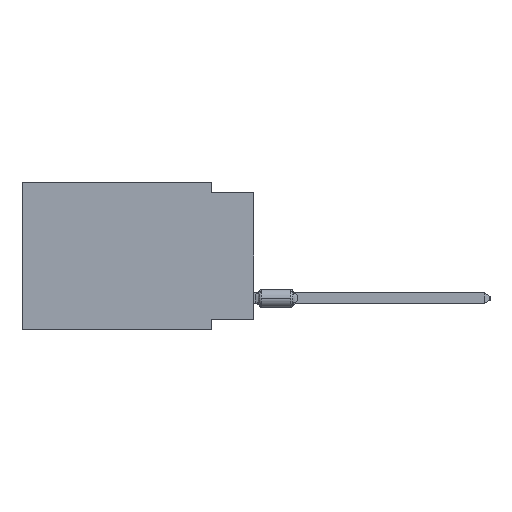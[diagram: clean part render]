
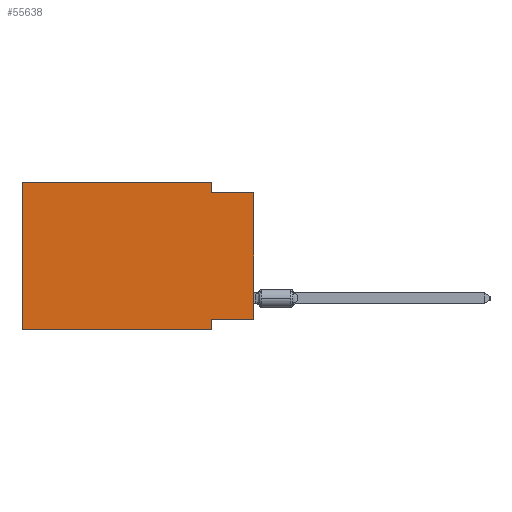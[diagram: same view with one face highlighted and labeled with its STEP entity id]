
A CAD part, left-side view. The second image highlights one B-rep face of the part: STEP entity #55638.
In plain terms, the highlighted planar face has unit normal (-1, 0, 0).
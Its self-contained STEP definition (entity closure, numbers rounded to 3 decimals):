
#1145 = ORIENTED_EDGE ( 'NONE', *, *, #29802, .F. ) ;
#2204 = FACE_OUTER_BOUND ( 'NONE', #4380, .T. ) ;
#2635 = ORIENTED_EDGE ( 'NONE', *, *, #24016, .F. ) ;
#3843 = LINE ( 'NONE', #80754, #11311 ) ;
#4380 = EDGE_LOOP ( 'NONE', ( #72193, #34181, #1145, #32575, #67261, #44245, #2635, #66818 ) ) ;
#6174 = VERTEX_POINT ( 'NONE', #21076 ) ;
#6473 = CARTESIAN_POINT ( 'NONE',  ( 0., 13.97, 0. ) ) ;
#9879 = EDGE_CURVE ( 'NONE', #29767, #75202, #17884, .T. ) ;
#11311 = VECTOR ( 'NONE', #29478, 1000. ) ;
#12608 = VECTOR ( 'NONE', #57621, 1000. ) ;
#14004 = VERTEX_POINT ( 'NONE', #49513 ) ;
#14075 = EDGE_CURVE ( 'NONE', #25301, #15334, #33257, .T. ) ;
#15334 = VERTEX_POINT ( 'NONE', #35624 ) ;
#17126 = CARTESIAN_POINT ( 'NONE',  ( 0., 2.54, -8.89 ) ) ;
#17884 = LINE ( 'NONE', #48649, #41367 ) ;
#18148 = VERTEX_POINT ( 'NONE', #34233 ) ;
#19604 = CARTESIAN_POINT ( 'NONE',  ( 0., 0., -8.255 ) ) ;
#20900 = CARTESIAN_POINT ( 'NONE',  ( 0., 13.97, 0. ) ) ;
#21011 = PLANE ( 'NONE',  #32910 ) ;
#21076 = CARTESIAN_POINT ( 'NONE',  ( 0., 2.54, 0. ) ) ;
#21381 = EDGE_CURVE ( 'NONE', #14004, #6174, #53360, .T. ) ;
#21854 = DIRECTION ( 'NONE',  ( 1., 0., 0. ) ) ;
#22273 = CARTESIAN_POINT ( 'NONE',  ( 0., 13.97, 0. ) ) ;
#24016 = EDGE_CURVE ( 'NONE', #15334, #75202, #81629, .T. ) ;
#25301 = VERTEX_POINT ( 'NONE', #27559 ) ;
#25950 = VECTOR ( 'NONE', #43157, 1000. ) ;
#27559 = CARTESIAN_POINT ( 'NONE',  ( 0., 0., -8.255 ) ) ;
#28874 = LINE ( 'NONE', #68142, #36714 ) ;
#29478 = DIRECTION ( 'NONE',  ( 0., -1., 0. ) ) ;
#29767 = VERTEX_POINT ( 'NONE', #33162 ) ;
#29802 = EDGE_CURVE ( 'NONE', #6174, #18148, #28874, .T. ) ;
#30050 = DIRECTION ( 'NONE',  ( 0., 0., 1. ) ) ;
#30469 = CARTESIAN_POINT ( 'NONE',  ( 0., 0., 0. ) ) ;
#32404 = VECTOR ( 'NONE', #46927, 1000. ) ;
#32575 = ORIENTED_EDGE ( 'NONE', *, *, #21381, .F. ) ;
#32910 = AXIS2_PLACEMENT_3D ( 'NONE', #22273, #21854, #66277 ) ;
#33162 = CARTESIAN_POINT ( 'NONE',  ( 0., 13.97, -8.89 ) ) ;
#33257 = LINE ( 'NONE', #19604, #12608 ) ;
#34181 = ORIENTED_EDGE ( 'NONE', *, *, #59840, .F. ) ;
#34233 = CARTESIAN_POINT ( 'NONE',  ( 0., 2.54, -0.635 ) ) ;
#35624 = CARTESIAN_POINT ( 'NONE',  ( 0., 2.54, -8.255 ) ) ;
#36714 = VECTOR ( 'NONE', #41658, 1000. ) ;
#40581 = VECTOR ( 'NONE', #30050, 1000. ) ;
#41367 = VECTOR ( 'NONE', #81118, 1000. ) ;
#41658 = DIRECTION ( 'NONE',  ( 0., 0., -1. ) ) ;
#43157 = DIRECTION ( 'NONE',  ( 0., 0., -1. ) ) ;
#44245 = ORIENTED_EDGE ( 'NONE', *, *, #9879, .T. ) ;
#44893 = CARTESIAN_POINT ( 'NONE',  ( 0., 0., -0.635 ) ) ;
#46927 = DIRECTION ( 'NONE',  ( 0., -1., 0. ) ) ;
#48649 = CARTESIAN_POINT ( 'NONE',  ( 0., 13.97, -8.89 ) ) ;
#49513 = CARTESIAN_POINT ( 'NONE',  ( 0., 13.97, 0. ) ) ;
#49607 = EDGE_CURVE ( 'NONE', #29767, #14004, #71814, .T. ) ;
#53360 = LINE ( 'NONE', #20900, #32404 ) ;
#55638 = ADVANCED_FACE ( 'NONE', ( #2204 ), #21011, .F. ) ;
#57621 = DIRECTION ( 'NONE',  ( 0., 1., 0. ) ) ;
#59840 = EDGE_CURVE ( 'NONE', #18148, #64863, #3843, .T. ) ;
#60967 = CARTESIAN_POINT ( 'NONE',  ( 0., 2.54, -8.89 ) ) ;
#64863 = VERTEX_POINT ( 'NONE', #44893 ) ;
#66277 = DIRECTION ( 'NONE',  ( 0., 0., -1. ) ) ;
#66818 = ORIENTED_EDGE ( 'NONE', *, *, #14075, .F. ) ;
#67261 = ORIENTED_EDGE ( 'NONE', *, *, #49607, .F. ) ;
#68142 = CARTESIAN_POINT ( 'NONE',  ( 0., 2.54, 0. ) ) ;
#69092 = VECTOR ( 'NONE', #73101, 1000. ) ;
#70173 = LINE ( 'NONE', #30469, #40581 ) ;
#71814 = LINE ( 'NONE', #6473, #69092 ) ;
#72193 = ORIENTED_EDGE ( 'NONE', *, *, #82376, .T. ) ;
#73101 = DIRECTION ( 'NONE',  ( 0., 0., 1. ) ) ;
#75202 = VERTEX_POINT ( 'NONE', #60967 ) ;
#80754 = CARTESIAN_POINT ( 'NONE',  ( 0., 0., -0.635 ) ) ;
#81118 = DIRECTION ( 'NONE',  ( 0., -1., 0. ) ) ;
#81629 = LINE ( 'NONE', #17126, #25950 ) ;
#82376 = EDGE_CURVE ( 'NONE', #25301, #64863, #70173, .T. ) ;
